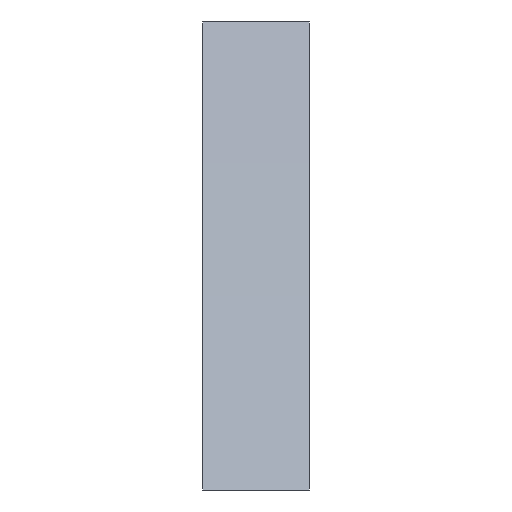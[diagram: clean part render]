
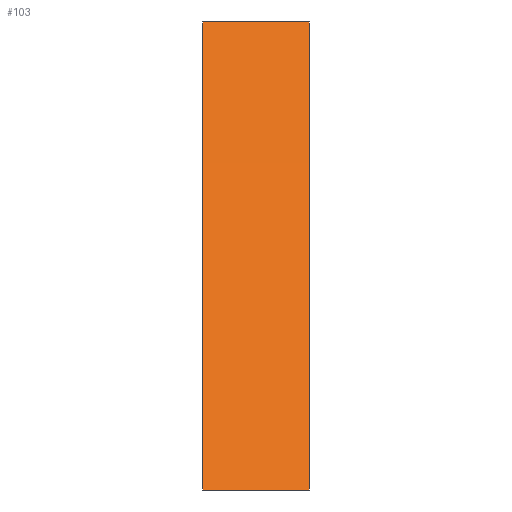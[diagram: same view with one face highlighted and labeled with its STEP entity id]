
A CAD part, left-side view. The second image highlights one B-rep face of the part: STEP entity #103.
In plain terms, the highlighted free-form (B-spline) face has degree [3, 1] with [4, 2] control points.
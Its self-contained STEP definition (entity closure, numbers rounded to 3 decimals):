
#20=B_SPLINE_CURVE_WITH_KNOTS('',3,(#161,#162,#163,#164),.UNSPECIFIED.,
 .F.,.F.,(4,4),(0.,1.),.UNSPECIFIED.);
#21=B_SPLINE_CURVE_WITH_KNOTS('',3,(#168,#169,#170,#171),.UNSPECIFIED.,
 .F.,.F.,(4,4),(0.,1.),.UNSPECIFIED.);
#24=B_SPLINE_SURFACE_WITH_KNOTS('',3,1,((#153,#154),(#155,#156),(#157,#158),
(#159,#160)),.SURF_OF_LINEAR_EXTRUSION.,.F.,.F.,.F.,(4,4),(2,2),(0.,1.),
(0.,1.),.PIECEWISE_BEZIER_KNOTS.);
#30=ORIENTED_EDGE('',*,*,#54,.T.);
#31=ORIENTED_EDGE('',*,*,#55,.F.);
#32=ORIENTED_EDGE('',*,*,#56,.F.);
#33=ORIENTED_EDGE('',*,*,#51,.T.);
#51=EDGE_CURVE('',#64,#63,#71,.T.);
#54=EDGE_CURVE('',#63,#66,#20,.T.);
#55=EDGE_CURVE('',#67,#66,#74,.T.);
#56=EDGE_CURVE('',#64,#67,#21,.T.);
#63=VERTEX_POINT('',#147);
#64=VERTEX_POINT('',#149);
#66=VERTEX_POINT('',#165);
#67=VERTEX_POINT('',#167);
#71=LINE('',#148,#79);
#74=LINE('',#166,#82);
#79=VECTOR('',#130,1000.);
#82=VECTOR('',#133,1000.);
#87=EDGE_LOOP('',(#30,#31,#32,#33));
#93=FACE_BOUND('',#87,.T.);
#103=ADVANCED_FACE('',(#93),#24,.F.);
#130=DIRECTION('',(0.,-1.,0.));
#133=DIRECTION('',(0.,-1.,0.));
#147=CARTESIAN_POINT('',(-169.31,0.,31.464));
#148=CARTESIAN_POINT('',(-169.31,3.,31.464));
#149=CARTESIAN_POINT('',(-169.31,3.,31.464));
#153=CARTESIAN_POINT('',(-169.31,3.,31.464));
#154=CARTESIAN_POINT('',(-169.31,0.,31.464));
#155=CARTESIAN_POINT('',(-166.018,3.,35.335));
#156=CARTESIAN_POINT('',(-166.018,0.,35.335));
#157=CARTESIAN_POINT('',(-163.098,3.,39.739));
#158=CARTESIAN_POINT('',(-163.098,0.,39.739));
#159=CARTESIAN_POINT('',(-160.549,3.,44.675));
#160=CARTESIAN_POINT('',(-160.549,0.,44.675));
#161=CARTESIAN_POINT('',(-169.31,0.,31.464));
#162=CARTESIAN_POINT('',(-166.018,0.,35.335));
#163=CARTESIAN_POINT('',(-163.098,0.,39.739));
#164=CARTESIAN_POINT('',(-160.549,0.,44.675));
#165=CARTESIAN_POINT('',(-160.549,0.,44.675));
#166=CARTESIAN_POINT('',(-160.549,3.,44.675));
#167=CARTESIAN_POINT('',(-160.549,3.,44.675));
#168=CARTESIAN_POINT('',(-169.31,3.,31.464));
#169=CARTESIAN_POINT('',(-166.018,3.,35.335));
#170=CARTESIAN_POINT('',(-163.098,3.,39.739));
#171=CARTESIAN_POINT('',(-160.549,3.,44.675));
